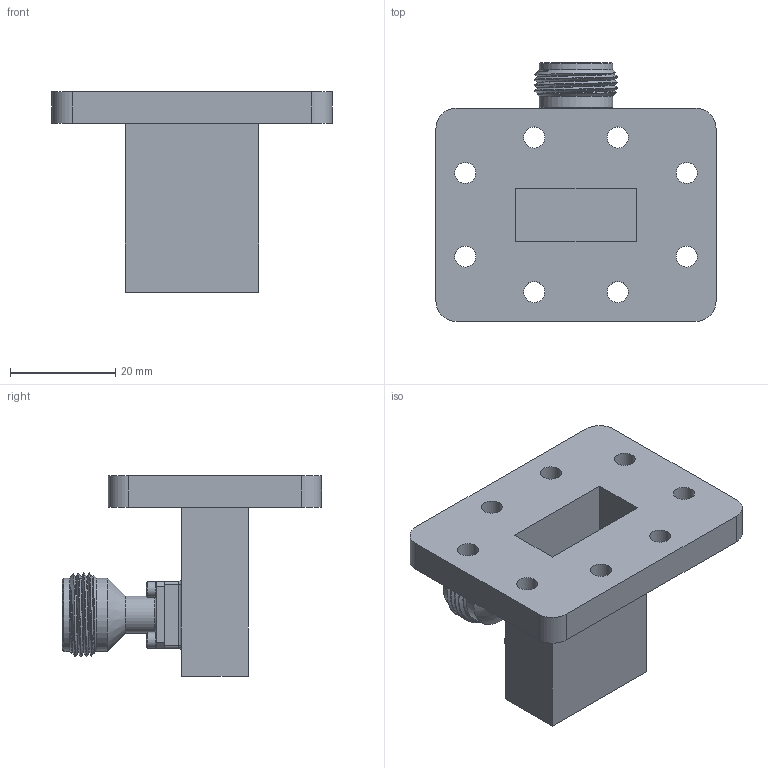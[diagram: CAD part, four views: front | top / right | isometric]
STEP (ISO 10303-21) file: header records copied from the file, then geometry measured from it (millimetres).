
FILE_DESCRIPTION (( 'STEP AP203' ), '1' );
FILE_NAME ('PE9883_3D.step', '2021-02-03T15:17:53', ( '' ), ( '' ), 'SwSTEP 2.0', 'SolidWorks 2018', '' );
FILE_SCHEMA (( 'CONFIG_CONTROL_DESIGN' ));
Length unit declared in the file: inch
Products named in the file (1): PE9883_3D
Bounding box: 53.2 x 49.21 x 38.1 mm (x, y, z)
Volume: 16279.8 mm3; surface area: 12278.2 mm2
Topology: 1 solids, 1 shells, 166 faces, 376 edges, 226 vertices
Faces by surface type: plane 84, cone 42, cylinder 32, torus 5, bspline 3
Full cylindrical faces by diameter (mm): 1.524 x1, 2.54 x1, 2.997 x4, 4 x8, 7.112 x1, 7.366 x1, 8.382 x1, 13.971 x2
Entity records: 5540 total; most frequent: CARTESIAN_POINT 1942, DIRECTION 738, ORIENTED_EDGE 662, EDGE_CURVE 331, AXIS2_PLACEMENT_3D 285, EDGE_LOOP 230, VERTEX_POINT 215, FACE_OUTER_BOUND 186
